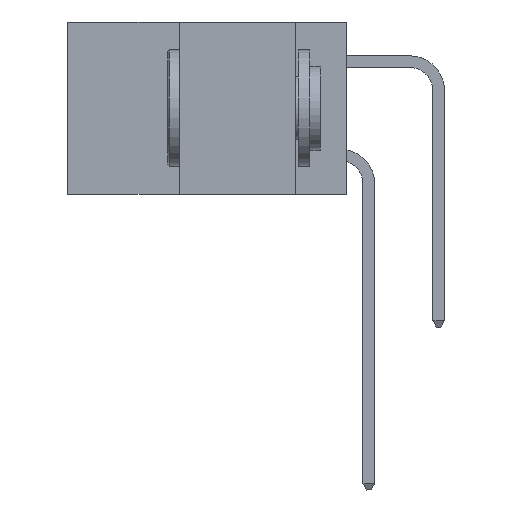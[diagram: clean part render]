
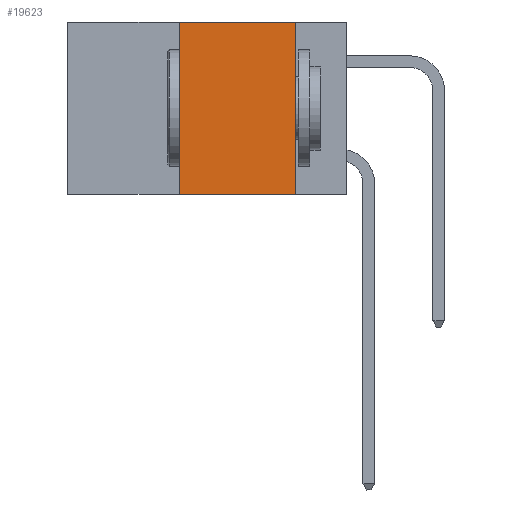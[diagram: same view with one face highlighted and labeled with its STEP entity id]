
A CAD part, left-side view. The second image highlights one B-rep face of the part: STEP entity #19623.
In plain terms, the highlighted planar face has unit normal (-1, 0, 0).
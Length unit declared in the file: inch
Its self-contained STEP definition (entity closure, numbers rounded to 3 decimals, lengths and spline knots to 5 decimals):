
#1455 = ORIENTED_EDGE ( 'NONE', *, *, #13903, .F. ) ;
#1811 = EDGE_LOOP ( 'NONE', ( #7235, #14802, #1455, #23781 ) ) ;
#2823 = CARTESIAN_POINT ( 'NONE',  ( 0., 0.6, 0. ) ) ;
#3297 = VERTEX_POINT ( 'NONE', #9151 ) ;
#4986 = DIRECTION ( 'NONE',  ( 0., 0., -1. ) ) ;
#5831 = LINE ( 'NONE', #9541, #23813 ) ;
#6908 = VECTOR ( 'NONE', #10006, 39.37008 ) ;
#6964 = CARTESIAN_POINT ( 'NONE',  ( 0., 0.11, -0.37 ) ) ;
#7235 = ORIENTED_EDGE ( 'NONE', *, *, #13704, .F. ) ;
#7752 = CARTESIAN_POINT ( 'NONE',  ( 0., 0.6, -0.37 ) ) ;
#8105 = CARTESIAN_POINT ( 'NONE',  ( 0., 0.6, 0. ) ) ;
#8159 = EDGE_CURVE ( 'NONE', #22955, #3297, #24804, .T. ) ;
#9151 = CARTESIAN_POINT ( 'NONE',  ( 0., 0.11, 0. ) ) ;
#9541 = CARTESIAN_POINT ( 'NONE',  ( 0., 0.11, 0. ) ) ;
#10006 = DIRECTION ( 'NONE',  ( 0., -1., 0. ) ) ;
#12424 = EDGE_CURVE ( 'NONE', #15573, #21735, #12586, .T. ) ;
#12586 = LINE ( 'NONE', #7752, #6908 ) ;
#12843 = VECTOR ( 'NONE', #22431, 39.37008 ) ;
#13074 = FACE_OUTER_BOUND ( 'NONE', #1811, .T. ) ;
#13454 = PLANE ( 'NONE',  #16661 ) ;
#13704 = EDGE_CURVE ( 'NONE', #3297, #21735, #5831, .T. ) ;
#13903 = EDGE_CURVE ( 'NONE', #15573, #22955, #24823, .T. ) ;
#14460 = DIRECTION ( 'NONE',  ( 0., -1., 0. ) ) ;
#14802 = ORIENTED_EDGE ( 'NONE', *, *, #8159, .F. ) ;
#15573 = VERTEX_POINT ( 'NONE', #21964 ) ;
#16141 = CARTESIAN_POINT ( 'NONE',  ( 0., 0.36, 0. ) ) ;
#16661 = AXIS2_PLACEMENT_3D ( 'NONE', #2823, #17763, #4986 ) ;
#17763 = DIRECTION ( 'NONE',  ( 1., 0., 0. ) ) ;
#19623 = ADVANCED_FACE ( 'NONE', ( #13074 ), #13454, .F. ) ;
#20699 = DIRECTION ( 'NONE',  ( 0., 0., -1. ) ) ;
#21735 = VERTEX_POINT ( 'NONE', #6964 ) ;
#21964 = CARTESIAN_POINT ( 'NONE',  ( 0., 0.36, -0.37 ) ) ;
#22431 = DIRECTION ( 'NONE',  ( 0., 0., 1. ) ) ;
#22955 = VERTEX_POINT ( 'NONE', #25156 ) ;
#23781 = ORIENTED_EDGE ( 'NONE', *, *, #12424, .T. ) ;
#23813 = VECTOR ( 'NONE', #20699, 39.37008 ) ;
#24109 = VECTOR ( 'NONE', #14460, 39.37008 ) ;
#24804 = LINE ( 'NONE', #8105, #24109 ) ;
#24823 = LINE ( 'NONE', #16141, #12843 ) ;
#25156 = CARTESIAN_POINT ( 'NONE',  ( 0., 0.36, 0. ) ) ;
